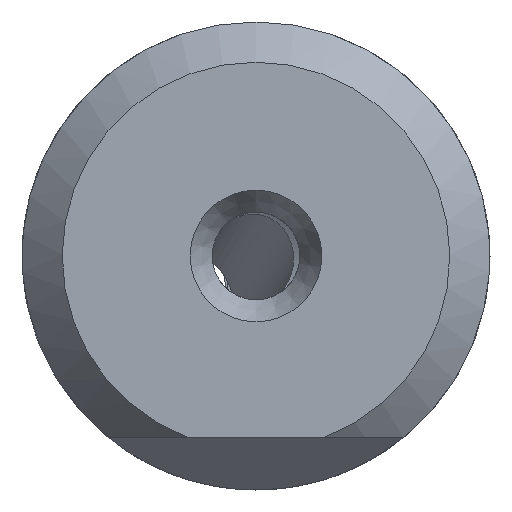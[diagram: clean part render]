
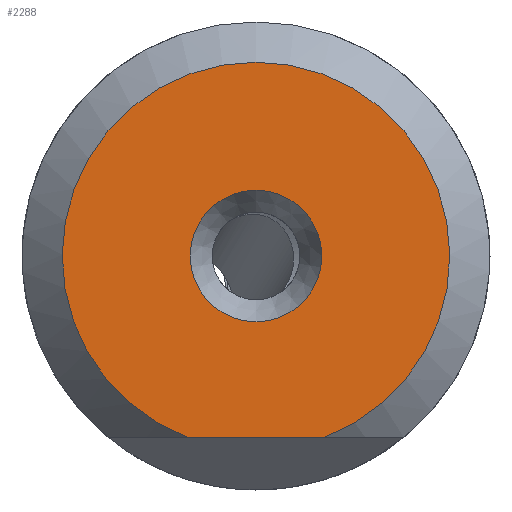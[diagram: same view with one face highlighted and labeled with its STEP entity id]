
A CAD part, left-side view. The second image highlights one B-rep face of the part: STEP entity #2288.
In plain terms, the highlighted planar face has unit normal (-1, 0, 0).
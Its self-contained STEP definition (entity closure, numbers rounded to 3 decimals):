
#4 = VERTEX_POINT ( 'NONE', #3070 ) ;
#8 = EDGE_CURVE ( 'NONE', #45, #4, #1539, .T. ) ;
#32 = CARTESIAN_POINT ( 'NONE',  ( 0., -2.335, -6.2 ) ) ;
#45 = VERTEX_POINT ( 'NONE', #32 ) ;
#117 = DIRECTION ( 'NONE',  ( 0., 0., 1. ) ) ;
#151 = ORIENTED_EDGE ( 'NONE', *, *, #8, .T. ) ;
#228 = EDGE_LOOP ( 'NONE', ( #151, #1842 ) ) ;
#434 = AXIS2_PLACEMENT_3D ( 'NONE', #1557, #2158, #117 ) ;
#579 = AXIS2_PLACEMENT_3D ( 'NONE', #636, #3337, #2710 ) ;
#594 = EDGE_CURVE ( 'NONE', #3881, #3881, #3861, .T. ) ;
#636 = CARTESIAN_POINT ( 'NONE',  ( 0., 0., 0. ) ) ;
#735 = DIRECTION ( 'NONE',  ( 0., 0., -1. ) ) ;
#1017 = EDGE_CURVE ( 'NONE', #4, #45, #3862, .T. ) ;
#1081 = EDGE_LOOP ( 'NONE', ( #3605 ) ) ;
#1248 = PLANE ( 'NONE',  #2317 ) ;
#1539 = CIRCLE ( 'NONE', #579, 6.625 ) ;
#1557 = CARTESIAN_POINT ( 'NONE',  ( 0., 0., 0. ) ) ;
#1842 = ORIENTED_EDGE ( 'NONE', *, *, #1017, .T. ) ;
#2158 = DIRECTION ( 'NONE',  ( -1., 0., 0. ) ) ;
#2288 = ADVANCED_FACE ( 'NONE', ( #3053, #2810 ), #1248, .F. ) ;
#2317 = AXIS2_PLACEMENT_3D ( 'NONE', #2527, #2853, #735 ) ;
#2425 = DIRECTION ( 'NONE',  ( 0., -1., 0. ) ) ;
#2465 = CARTESIAN_POINT ( 'NONE',  ( 0., 2.25, -6.2 ) ) ;
#2527 = CARTESIAN_POINT ( 'NONE',  ( 0., 2.25, 0. ) ) ;
#2533 = VECTOR ( 'NONE', #2425, 1000. ) ;
#2710 = DIRECTION ( 'NONE',  ( 0., 0., 1. ) ) ;
#2810 = FACE_OUTER_BOUND ( 'NONE', #228, .T. ) ;
#2853 = DIRECTION ( 'NONE',  ( 1., 0., 0. ) ) ;
#3053 = FACE_BOUND ( 'NONE', #1081, .T. ) ;
#3070 = CARTESIAN_POINT ( 'NONE',  ( 0., 2.335, -6.2 ) ) ;
#3337 = DIRECTION ( 'NONE',  ( -1., 0., 0. ) ) ;
#3338 = CARTESIAN_POINT ( 'NONE',  ( 0., 0., 2.25 ) ) ;
#3605 = ORIENTED_EDGE ( 'NONE', *, *, #594, .F. ) ;
#3861 = CIRCLE ( 'NONE', #434, 2.25 ) ;
#3862 = LINE ( 'NONE', #2465, #2533 ) ;
#3881 = VERTEX_POINT ( 'NONE', #3338 ) ;
